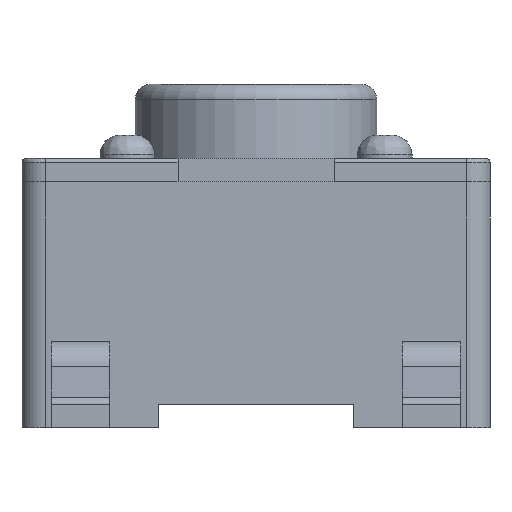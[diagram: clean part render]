
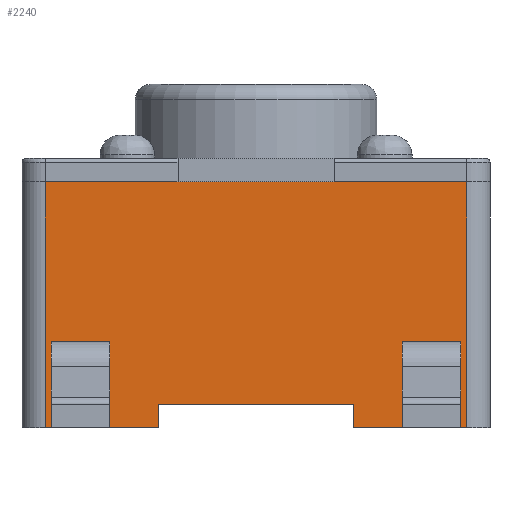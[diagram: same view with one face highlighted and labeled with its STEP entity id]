
A CAD part, left-side view. The second image highlights one B-rep face of the part: STEP entity #2240.
In plain terms, the highlighted planar face has unit normal (-1, 0, 0).
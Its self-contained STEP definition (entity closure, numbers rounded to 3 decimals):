
#69=FACE_BOUND('',#408,.T.);
#70=FACE_BOUND('',#409,.T.);
#276=FACE_OUTER_BOUND('',#407,.T.);
#407=EDGE_LOOP('',(#1928,#1929,#1930,#1931,#1932,#1933,#1934,#1935,#1936,
#1937));
#408=EDGE_LOOP('',(#1938,#1939,#1940,#1941));
#409=EDGE_LOOP('',(#1942,#1943,#1944,#1945));
#440=LINE('',#3175,#658);
#445=LINE('',#3185,#663);
#462=LINE('',#3224,#680);
#465=LINE('',#3233,#683);
#484=LINE('',#3269,#702);
#515=LINE('',#3367,#733);
#527=LINE('',#3402,#745);
#551=LINE('',#3635,#769);
#570=LINE('',#3683,#788);
#571=LINE('',#3687,#789);
#572=LINE('',#3690,#790);
#596=LINE('',#3764,#814);
#610=LINE('',#3798,#828);
#611=LINE('',#3801,#829);
#612=LINE('',#3804,#830);
#631=LINE('',#3859,#849);
#632=LINE('',#3860,#850);
#633=LINE('',#3861,#851);
#658=VECTOR('',#2512,10.);
#663=VECTOR('',#2519,10.);
#680=VECTOR('',#2550,10.);
#683=VECTOR('',#2559,10.);
#702=VECTOR('',#2584,10.);
#733=VECTOR('',#2667,10.);
#745=VECTOR('',#2711,10.);
#769=VECTOR('',#2867,10.);
#788=VECTOR('',#2912,10.);
#789=VECTOR('',#2917,10.);
#790=VECTOR('',#2922,10.);
#814=VECTOR('',#2994,10.);
#828=VECTOR('',#3030,10.);
#829=VECTOR('',#3033,10.);
#830=VECTOR('',#3038,10.);
#849=VECTOR('',#3097,10.);
#850=VECTOR('',#3098,10.);
#851=VECTOR('',#3099,10.);
#874=VERTEX_POINT('',#3172);
#875=VERTEX_POINT('',#3174);
#877=VERTEX_POINT('',#3179);
#879=VERTEX_POINT('',#3183);
#894=VERTEX_POINT('',#3223);
#897=VERTEX_POINT('',#3231);
#951=VERTEX_POINT('',#3364);
#952=VERTEX_POINT('',#3366);
#958=VERTEX_POINT('',#3396);
#959=VERTEX_POINT('',#3400);
#992=VERTEX_POINT('',#3631);
#994=VERTEX_POINT('',#3634);
#1010=VERTEX_POINT('',#3682);
#1011=VERTEX_POINT('',#3686);
#1028=VERTEX_POINT('',#3745);
#1037=VERTEX_POINT('',#3762);
#1046=VERTEX_POINT('',#3796);
#1047=VERTEX_POINT('',#3800);
#1080=EDGE_CURVE('',#875,#874,#440,.T.);
#1085=EDGE_CURVE('',#877,#879,#445,.T.);
#1104=EDGE_CURVE('',#894,#877,#462,.T.);
#1109=EDGE_CURVE('',#874,#897,#465,.T.);
#1128=EDGE_CURVE('',#879,#875,#484,.T.);
#1176=EDGE_CURVE('',#952,#951,#515,.T.);
#1195=EDGE_CURVE('',#958,#959,#527,.T.);
#1258=EDGE_CURVE('',#994,#992,#551,.T.);
#1282=EDGE_CURVE('',#1010,#994,#570,.T.);
#1284=EDGE_CURVE('',#992,#1011,#571,.T.);
#1286=EDGE_CURVE('',#1011,#1010,#572,.T.);
#1322=EDGE_CURVE('',#1028,#1037,#596,.T.);
#1339=EDGE_CURVE('',#1037,#1046,#610,.T.);
#1340=EDGE_CURVE('',#1047,#1028,#611,.T.);
#1342=EDGE_CURVE('',#1046,#1047,#612,.T.);
#1369=EDGE_CURVE('',#897,#958,#631,.T.);
#1370=EDGE_CURVE('',#959,#952,#632,.T.);
#1371=EDGE_CURVE('',#894,#951,#633,.T.);
#1928=ORIENTED_EDGE('',*,*,#1080,.T.);
#1929=ORIENTED_EDGE('',*,*,#1109,.T.);
#1930=ORIENTED_EDGE('',*,*,#1369,.T.);
#1931=ORIENTED_EDGE('',*,*,#1195,.T.);
#1932=ORIENTED_EDGE('',*,*,#1370,.T.);
#1933=ORIENTED_EDGE('',*,*,#1176,.T.);
#1934=ORIENTED_EDGE('',*,*,#1371,.F.);
#1935=ORIENTED_EDGE('',*,*,#1104,.T.);
#1936=ORIENTED_EDGE('',*,*,#1085,.T.);
#1937=ORIENTED_EDGE('',*,*,#1128,.T.);
#1938=ORIENTED_EDGE('',*,*,#1258,.T.);
#1939=ORIENTED_EDGE('',*,*,#1284,.T.);
#1940=ORIENTED_EDGE('',*,*,#1286,.T.);
#1941=ORIENTED_EDGE('',*,*,#1282,.T.);
#1942=ORIENTED_EDGE('',*,*,#1322,.T.);
#1943=ORIENTED_EDGE('',*,*,#1339,.T.);
#1944=ORIENTED_EDGE('',*,*,#1342,.T.);
#1945=ORIENTED_EDGE('',*,*,#1340,.T.);
#2078=PLANE('',#2472);
#2240=ADVANCED_FACE('',(#276,#69,#70),#2078,.T.);
#2472=AXIS2_PLACEMENT_3D('',#3858,#3095,#3096);
#2512=DIRECTION('',(0.,0.,-1.));
#2519=DIRECTION('',(0.,0.,1.));
#2550=DIRECTION('',(0.,-1.,0.));
#2559=DIRECTION('',(0.,-1.,0.));
#2584=DIRECTION('',(0.,-1.,0.));
#2667=DIRECTION('',(0.,1.,0.));
#2711=DIRECTION('',(0.,1.,0.));
#2867=DIRECTION('',(0.,0.,1.));
#2912=DIRECTION('',(0.,1.,0.));
#2917=DIRECTION('',(0.,-1.,0.));
#2922=DIRECTION('',(0.,0.,-1.));
#2994=DIRECTION('',(0.,0.,-1.));
#3030=DIRECTION('',(0.,1.,0.));
#3033=DIRECTION('',(0.,-1.,0.));
#3038=DIRECTION('',(0.,0.,1.));
#3095=DIRECTION('center_axis',(-1.,0.,0.));
#3096=DIRECTION('ref_axis',(0.,-1.,0.));
#3097=DIRECTION('',(0.,0.,1.));
#3098=DIRECTION('',(0.,1.,0.));
#3099=DIRECTION('',(0.,0.,1.));
#3172=CARTESIAN_POINT('',(-3.,-1.25,0.));
#3174=CARTESIAN_POINT('',(-3.,-1.25,0.3));
#3175=CARTESIAN_POINT('',(-3.,-1.25,0.));
#3179=CARTESIAN_POINT('',(-3.,1.25,0.));
#3183=CARTESIAN_POINT('',(-3.,1.25,0.3));
#3185=CARTESIAN_POINT('',(-3.,1.25,0.));
#3223=CARTESIAN_POINT('',(-3.,2.7,0.));
#3224=CARTESIAN_POINT('',(-3.,2.7,0.));
#3231=CARTESIAN_POINT('',(-3.,-2.7,0.));
#3233=CARTESIAN_POINT('',(-3.,2.7,0.));
#3269=CARTESIAN_POINT('',(-3.,1.275,0.3));
#3364=CARTESIAN_POINT('',(-3.,2.7,3.15));
#3366=CARTESIAN_POINT('',(-3.,1.,3.15));
#3367=CARTESIAN_POINT('',(-3.,3.587,3.15));
#3396=CARTESIAN_POINT('',(-3.,-2.7,3.15));
#3400=CARTESIAN_POINT('',(-3.,-1.,3.15));
#3402=CARTESIAN_POINT('',(-3.,3.587,3.15));
#3631=CARTESIAN_POINT('',(-3.,-1.875,1.1));
#3634=CARTESIAN_POINT('',(-3.,-1.875,0.8));
#3635=CARTESIAN_POINT('',(-3.,-1.875,0.275));
#3682=CARTESIAN_POINT('',(-3.,-2.625,0.8));
#3683=CARTESIAN_POINT('',(-3.,-2.25,0.8));
#3686=CARTESIAN_POINT('',(-3.,-2.625,1.1));
#3687=CARTESIAN_POINT('',(-3.,-2.25,1.1));
#3690=CARTESIAN_POINT('',(-3.,-2.625,0.275));
#3745=CARTESIAN_POINT('',(-3.,1.875,1.1));
#3762=CARTESIAN_POINT('',(-3.,1.875,0.8));
#3764=CARTESIAN_POINT('',(-3.,1.875,0.275));
#3796=CARTESIAN_POINT('',(-3.,2.625,0.8));
#3798=CARTESIAN_POINT('',(-3.,2.25,0.8));
#3800=CARTESIAN_POINT('',(-3.,2.625,1.1));
#3801=CARTESIAN_POINT('',(-3.,2.25,1.1));
#3804=CARTESIAN_POINT('',(-3.,2.625,0.275));
#3858=CARTESIAN_POINT('Origin',(-3.,2.7,0.));
#3859=CARTESIAN_POINT('',(-3.,-2.7,0.));
#3860=CARTESIAN_POINT('',(-3.,1.35,3.15));
#3861=CARTESIAN_POINT('',(-3.,2.7,0.));
